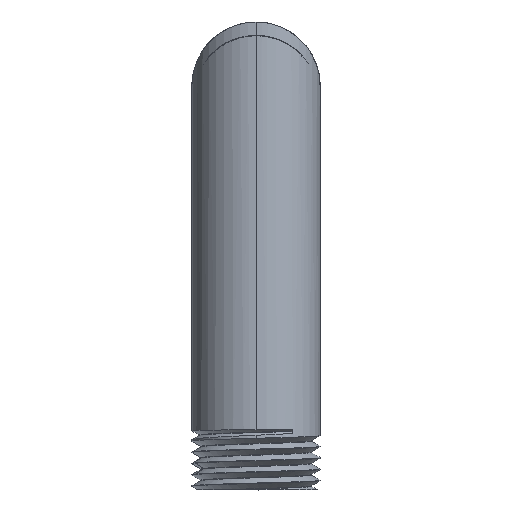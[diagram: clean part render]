
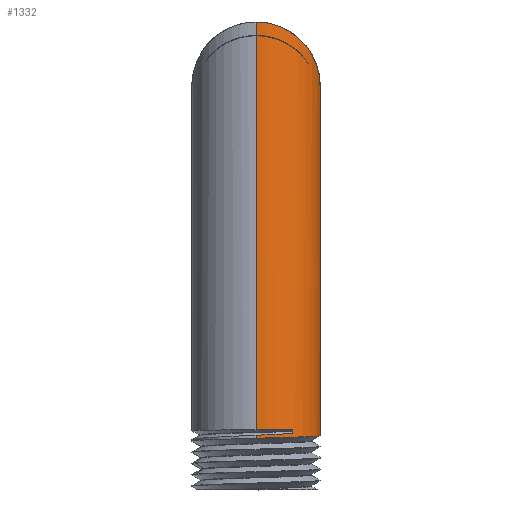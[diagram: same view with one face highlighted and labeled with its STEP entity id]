
A CAD part, top view. The second image highlights one B-rep face of the part: STEP entity #1332.
In plain terms, the highlighted cylindrical face has radius 10.319 mm (diameter 20.637 mm), a partial arc.
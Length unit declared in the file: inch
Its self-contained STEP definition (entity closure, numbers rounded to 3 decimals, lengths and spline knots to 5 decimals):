
#178=CARTESIAN_POINT('',(0.,-2.63062,0.40625));
#179=CARTESIAN_POINT('',(0.02354,-2.62996,0.40625));
#180=CARTESIAN_POINT('',(0.07065,-2.62864,
0.40217));
#181=CARTESIAN_POINT('',(0.13982,-2.62664,
0.38364));
#182=CARTESIAN_POINT('',(0.20375,-2.62468,
0.35378));
#183=CARTESIAN_POINT('',(0.26154,-2.62272,
0.31356));
#184=CARTESIAN_POINT('',(0.31259,-2.62071,
0.26282));
#185=CARTESIAN_POINT('',(0.35409,-2.61869,
0.20345));
#186=CARTESIAN_POINT('',(0.3841,-2.6167,
0.13844));
#187=CARTESIAN_POINT('',(0.40218,-2.61474,
0.07048));
#188=CARTESIAN_POINT('',(0.4084,-2.61273,
-0.00144));
#189=CARTESIAN_POINT('',(0.40169,-2.61071,
-0.07332));
#190=CARTESIAN_POINT('',(0.38296,-2.60874,
-0.14156));
#191=CARTESIAN_POINT('',(0.35283,-2.60677,
-0.20544));
#192=CARTESIAN_POINT('',(0.3121,-2.6048,
-0.26329));
#193=CARTESIAN_POINT('',(0.26149,-2.60282,
-0.31358));
#194=CARTESIAN_POINT('',(0.20372,-2.60085,
-0.35385));
#195=CARTESIAN_POINT('',(0.13878,-2.59886,
-0.38402));
#196=CARTESIAN_POINT('',(0.07031,-2.59688,
-0.40219));
#197=CARTESIAN_POINT('',(0.02339,-2.59557,-0.40625));
#198=CARTESIAN_POINT('',(0.,-2.59492,-0.40625));
#200=CARTESIAN_POINT('',(0.23342,-2.60048,
0.3325));
#201=CARTESIAN_POINT('',(0.21665,-2.60139,
0.34427));
#202=CARTESIAN_POINT('',(0.18117,-2.6032,
0.3654));
#203=CARTESIAN_POINT('',(0.12283,-2.60597,
0.38894));
#204=CARTESIAN_POINT('',(0.06159,-2.60874,
0.40316));
#205=CARTESIAN_POINT('',(0.02046,-2.61055,0.40625));
#206=CARTESIAN_POINT('',(0.,-2.61145,0.40625));
#208=DIRECTION('',(0.,-1.,0.));
#209=VECTOR('',#208,0.02781);
#210=CARTESIAN_POINT('',(0.23342,-2.57267,
0.3325));
#211=LINE('',#210,#209);
#212=CARTESIAN_POINT('',(0.,-2.57561,0.40625));
#213=CARTESIAN_POINT('',(0.02045,-2.57537,0.40625));
#214=CARTESIAN_POINT('',(0.06159,-2.57489,
0.40317));
#215=CARTESIAN_POINT('',(0.12283,-2.57414,
0.38894));
#216=CARTESIAN_POINT('',(0.18117,-2.5734,
0.3654));
#217=CARTESIAN_POINT('',(0.21665,-2.57292,
0.34427));
#218=CARTESIAN_POINT('',(0.23342,-2.57267,
0.3325));
#220=CARTESIAN_POINT('',(0.,-0.8125,-0.40625));
#221=CARTESIAN_POINT('',(0.01798,-0.8125,-0.40625));
#222=CARTESIAN_POINT('',(0.05399,-0.81012,
-0.40387));
#223=CARTESIAN_POINT('',(0.10814,-0.79918,
-0.39293));
#224=CARTESIAN_POINT('',(0.16242,-0.78017,
-0.37392));
#225=CARTESIAN_POINT('',(0.21634,-0.75201,
-0.34576));
#226=CARTESIAN_POINT('',(0.2687,-0.71341,
-0.30716));
#227=CARTESIAN_POINT('',(0.31738,-0.66325,
-0.257));
#228=CARTESIAN_POINT('',(0.35917,-0.60122,
-0.19497));
#229=CARTESIAN_POINT('',(0.39026,-0.52838,
-0.12213));
#230=CARTESIAN_POINT('',(0.40694,-0.44789,
-0.04164));
#231=CARTESIAN_POINT('',(0.40694,-0.36457,
0.04168));
#232=CARTESIAN_POINT('',(0.39025,-0.28409,
0.12216));
#233=CARTESIAN_POINT('',(0.35918,-0.2113,
0.19495));
#234=CARTESIAN_POINT('',(0.31741,-0.14928,
0.25697));
#235=CARTESIAN_POINT('',(0.26877,-0.09915,
0.3071));
#236=CARTESIAN_POINT('',(0.21641,-0.06054,
0.34571));
#237=CARTESIAN_POINT('',(0.16248,-0.03235,
0.3739));
#238=CARTESIAN_POINT('',(0.10818,-0.01333,
0.39292));
#239=CARTESIAN_POINT('',(0.054,-0.00238,
0.40387));
#240=CARTESIAN_POINT('',(0.01798,0.,
0.40625));
#241=CARTESIAN_POINT('',(0.,0.,
0.40625));
#437=DIRECTION('',(0.,-1.,0.));
#438=VECTOR('',#437,0.01916);
#439=CARTESIAN_POINT('',(0.,-2.61145,0.40625));
#440=LINE('',#439,#438);
#527=DIRECTION('',(0.,1.,0.));
#528=VECTOR('',#527,1.78242);
#529=CARTESIAN_POINT('',(0.,-2.59492,-0.40625));
#530=LINE('',#529,#528);
#554=DIRECTION('',(0.,-1.,0.));
#555=VECTOR('',#554,2.57561);
#556=CARTESIAN_POINT('',(0.,0.,
0.40625));
#557=LINE('',#556,#555);
#1189=VERTEX_POINT('',#220);
#1190=VERTEX_POINT('',#241);
#1225=VERTEX_POINT('',#178);
#1226=VERTEX_POINT('',#198);
#1227=CARTESIAN_POINT('',(0.23342,-2.57267,
0.3325));
#1228=CARTESIAN_POINT('',(0.23342,-2.60048,
0.3325));
#1229=VERTEX_POINT('',#1227);
#1230=VERTEX_POINT('',#1228);
#1231=VERTEX_POINT('',#206);
#1232=VERTEX_POINT('',#212);
#1309=CARTESIAN_POINT('',(0.,0.,0.));
#1310=DIRECTION('',(0.,-1.,0.));
#1311=DIRECTION('',(0.,0.,-1.));
#1312=AXIS2_PLACEMENT_3D('',#1309,#1310,#1311);
#1313=CYLINDRICAL_SURFACE('',#1312,0.40625);
#1315=ORIENTED_EDGE('',*,*,#1314,.F.);
#1317=ORIENTED_EDGE('',*,*,#1316,.F.);
#1319=ORIENTED_EDGE('',*,*,#1318,.F.);
#1321=ORIENTED_EDGE('',*,*,#1320,.F.);
#1323=ORIENTED_EDGE('',*,*,#1322,.F.);
#1325=ORIENTED_EDGE('',*,*,#1324,.F.);
#1327=ORIENTED_EDGE('',*,*,#1326,.F.);
#1329=ORIENTED_EDGE('',*,*,#1328,.F.);
#1330=EDGE_LOOP('',(#1315,#1317,#1319,#1321,#1323,#1325,#1327,#1329));
#1331=FACE_OUTER_BOUND('',#1330,.F.);
#1332=ADVANCED_FACE('',(#1331),#1313,.T.);
#199=B_SPLINE_CURVE_WITH_KNOTS('',3,(#178,#179,#180,#181,#182,#183,#184,#185,
#186,#187,#188,#189,#190,#191,#192,#193,#194,#195,#196,#197,#198),.UNSPECIFIED.,
.F.,.F.,(4,1,1,1,1,1,1,1,1,1,1,1,1,1,1,1,1,1,4),(0.,0.05556,
0.11111,0.16667,0.22222,0.27778,
0.33333,0.38889,0.44444,0.5,0.55556,
0.61111,0.66667,0.72222,0.77778,
0.83333,0.88889,0.94444,1.),.UNSPECIFIED.);
#207=B_SPLINE_CURVE_WITH_KNOTS('',3,(#200,#201,#202,#203,#204,#205,#206),
.UNSPECIFIED.,.F.,.F.,(4,1,1,1,4),(0.,0.25,0.5,0.75,1.),
.UNSPECIFIED.);
#219=B_SPLINE_CURVE_WITH_KNOTS('',3,(#212,#213,#214,#215,#216,#217,#218),
.UNSPECIFIED.,.F.,.F.,(4,1,1,1,4),(0.,0.25,0.5,0.75,1.),
.UNSPECIFIED.);
#242=B_SPLINE_CURVE_WITH_KNOTS('',3,(#220,#221,#222,#223,#224,#225,#226,#227,
#228,#229,#230,#231,#232,#233,#234,#235,#236,#237,#238,#239,#240,#241),
.UNSPECIFIED.,.F.,.F.,(4,1,1,1,1,1,1,1,1,1,1,1,1,1,1,1,1,1,1,4),(0.,
0.05263,0.10526,0.15789,0.21053,
0.26316,0.31579,0.36842,0.42105,
0.47368,0.52632,0.57895,0.63158,
0.68421,0.73684,0.78947,0.84211,
0.89474,0.94737,1.),.UNSPECIFIED.);
#1314=EDGE_CURVE('',#1225,#1226,#199,.T.);
#1316=EDGE_CURVE('',#1231,#1225,#440,.T.);
#1318=EDGE_CURVE('',#1230,#1231,#207,.T.);
#1320=EDGE_CURVE('',#1229,#1230,#211,.T.);
#1322=EDGE_CURVE('',#1232,#1229,#219,.T.);
#1324=EDGE_CURVE('',#1190,#1232,#557,.T.);
#1326=EDGE_CURVE('',#1189,#1190,#242,.T.);
#1328=EDGE_CURVE('',#1226,#1189,#530,.T.);
